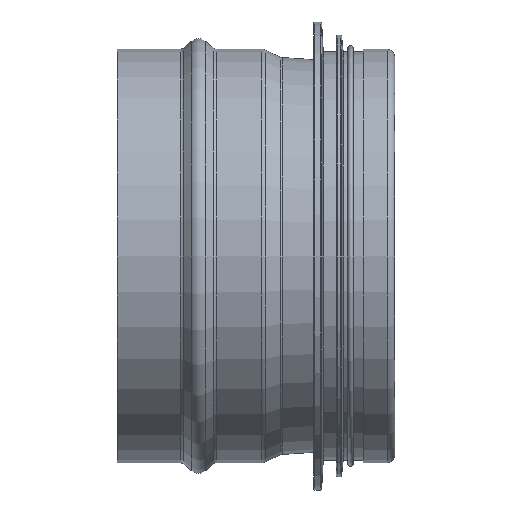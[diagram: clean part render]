
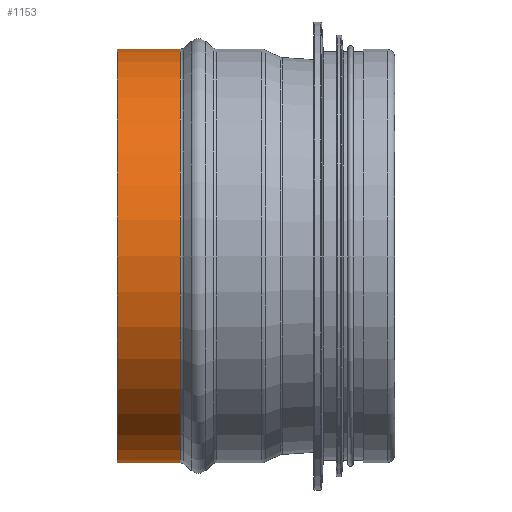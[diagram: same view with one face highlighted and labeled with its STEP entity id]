
A CAD part, left-side view. The second image highlights one B-rep face of the part: STEP entity #1153.
In plain terms, the highlighted cylindrical face has radius 39.525 mm (diameter 79.05 mm), a full revolution.
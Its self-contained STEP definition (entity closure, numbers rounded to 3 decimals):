
#78=CYLINDRICAL_SURFACE('',#1316,39.525);
#133=FACE_OUTER_BOUND('',#214,.T.);
#214=EDGE_LOOP('',(#882,#883,#884,#885));
#314=CIRCLE('',#1315,39.525);
#315=CIRCLE('',#1317,39.525);
#403=LINE('',#1954,#467);
#410=LINE('',#2003,#474);
#467=VECTOR('',#1559,10.);
#474=VECTOR('',#1640,10.);
#477=VERTEX_POINT('',#1786);
#481=VERTEX_POINT('',#1795);
#534=VERTEX_POINT('',#1953);
#539=VERTEX_POINT('',#1998);
#642=EDGE_CURVE('',#534,#481,#403,.T.);
#665=EDGE_CURVE('',#539,#534,#314,.T.);
#667=EDGE_CURVE('',#477,#481,#315,.T.);
#668=EDGE_CURVE('',#477,#539,#410,.T.);
#882=ORIENTED_EDGE('',*,*,#642,.T.);
#883=ORIENTED_EDGE('',*,*,#667,.F.);
#884=ORIENTED_EDGE('',*,*,#668,.T.);
#885=ORIENTED_EDGE('',*,*,#665,.T.);
#1153=ADVANCED_FACE('',(#133),#78,.T.);
#1315=AXIS2_PLACEMENT_3D('',#1999,#1633,#1634);
#1316=AXIS2_PLACEMENT_3D('',#2001,#1636,#1637);
#1317=AXIS2_PLACEMENT_3D('',#2002,#1638,#1639);
#1559=DIRECTION('',(0.,-1.,0.));
#1633=DIRECTION('center_axis',(0.,-1.,0.));
#1634=DIRECTION('ref_axis',(1.,0.,0.));
#1636=DIRECTION('center_axis',(0.,-1.,0.));
#1637=DIRECTION('ref_axis',(1.,0.,0.));
#1638=DIRECTION('center_axis',(0.,-1.,0.));
#1639=DIRECTION('ref_axis',(1.,0.,0.));
#1640=DIRECTION('',(0.,1.,0.));
#1786=CARTESIAN_POINT('',(39.525,41.,0.));
#1795=CARTESIAN_POINT('',(39.525,41.,-0.001));
#1953=CARTESIAN_POINT('',(39.525,53.,-0.001));
#1954=CARTESIAN_POINT('',(39.525,41.,-0.001));
#1998=CARTESIAN_POINT('',(39.525,53.,0.));
#1999=CARTESIAN_POINT('Origin',(0.,53.,0.));
#2001=CARTESIAN_POINT('Origin',(0.,24.044,0.));
#2002=CARTESIAN_POINT('Origin',(0.,41.,0.));
#2003=CARTESIAN_POINT('',(39.525,41.,0.));
